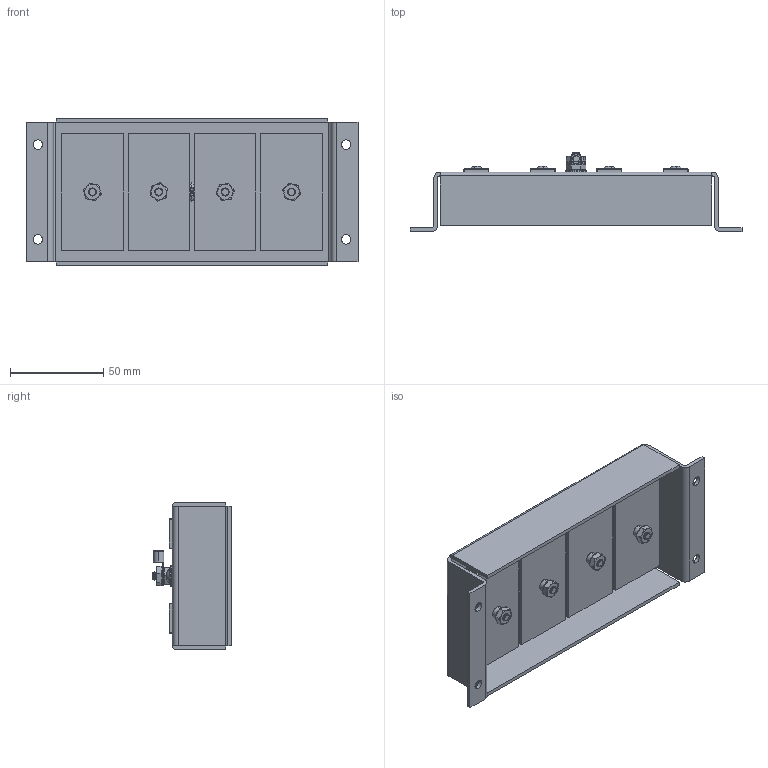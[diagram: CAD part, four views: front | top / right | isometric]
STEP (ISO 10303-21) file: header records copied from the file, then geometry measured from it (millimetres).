
FILE_DESCRIPTION (( 'STEP AP203' ), '1' );
FILE_NAME ('CMSP-DT-4.STEP', '2011-05-18T15:59:41', ( 'x' ), ( 'Microsoft' ), 'SwSTEP 2.0', 'SolidWorks 2010', '' );
FILE_SCHEMA (( 'CONFIG_CONTROL_DESIGN' ));
Length unit declared in the file: inch
Products named in the file (13): XFS-0016; XFW-0004; 1AJ03-012; CMSP-DT-4; 1AG02-010; XFN-0018; XMH-0034; XFW-0002; XFN-0003; XCT-0005; 1AJ02-063; HYP330 Rev-1; XFW-0026
Assembly tree (35 placements, depth 2):
  CMSP-DT-4
    1AJ02-063  x4
    XFN-0018  x4
    XCT-0005
    HYP330 Rev-1  x4
    XFW-0004
    1AJ03-012  x8
    XMH-0034  x4
    XFN-0003  x2
    1AG02-010
    XFW-0026  x4
    XFS-0016
    XFW-0002
Bounding box: 177.8 x 42.4 x 79.03 mm (x, y, z)
Volume: 81627.9 mm3; surface area: 87434.7 mm2
Topology: 35 solids, 35 shells, 2168 faces, 5282 edges, 3193 vertices
Faces by surface type: plane 805, cone 690, cylinder 460, torus 139, bspline 42, sphere 32
Entity records: 29293 total; most frequent: CARTESIAN_POINT 8345, DIRECTION 4020, ORIENTED_EDGE 3896, EDGE_CURVE 1948, AXIS2_PLACEMENT_3D 1436, VERTEX_POINT 1201, VECTOR 1148, LINE 1148
